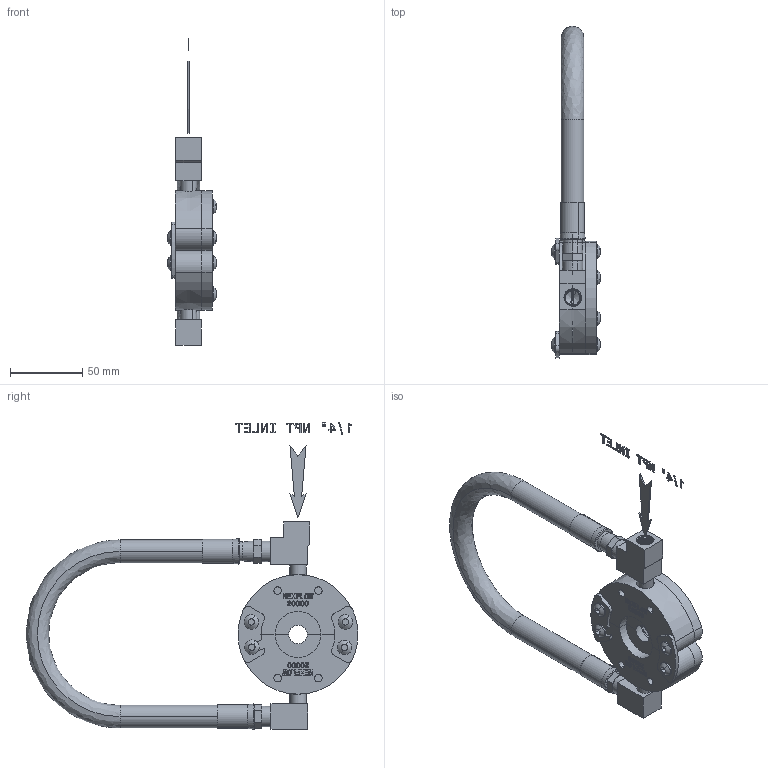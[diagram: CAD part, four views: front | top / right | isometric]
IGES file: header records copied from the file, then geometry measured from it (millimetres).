
Start section: START RECORD GO HERE.
Global section: file name: 20000 - Assy.igs; native system: DASSAULT SYSTEMES CATIA V5 R20 - www.3ds.com; preprocessor: CATIA Version 5 Release 20 ; author: DESIGNENG; organization: KJNDESIGN; date: 20150310.173607; units: millimetre
Bounding box: 34.27 x 229.35 x 211.74 mm (x, y, z)
Surface area: 72039.6 mm2 (no closed solid volume)
Topology: 0 solids, 0 shells, 1250 faces, 6605 edges, 6602 vertices
Faces by surface type: plane 1000, revolution 214, bspline 36
